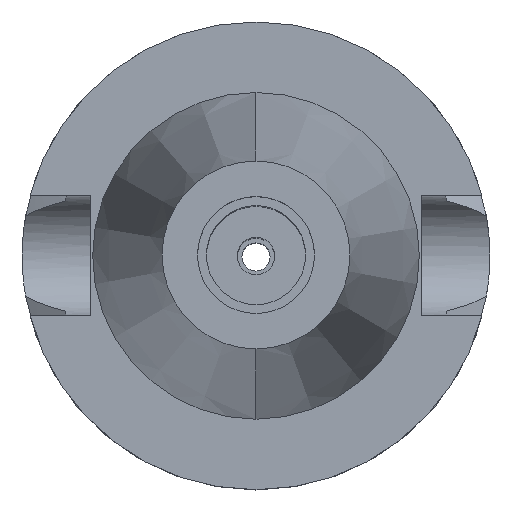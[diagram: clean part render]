
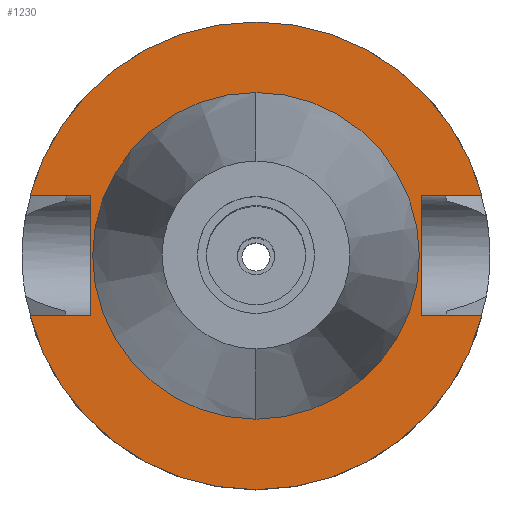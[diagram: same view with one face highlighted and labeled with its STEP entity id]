
A CAD part, top view. The second image highlights one B-rep face of the part: STEP entity #1230.
In plain terms, the highlighted planar face has unit normal (0, 0, 1).
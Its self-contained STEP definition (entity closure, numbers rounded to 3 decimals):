
#94=DIRECTION('',(0.,1.,0.));
#95=VECTOR('',#94,25.7);
#96=CARTESIAN_POINT('',(-35.4,-12.85,-1.5));
#97=LINE('',#96,#95);
#101=DIRECTION('',(-1.,0.,0.));
#102=VECTOR('',#101,12.921);
#103=CARTESIAN_POINT('',(-35.4,12.85,-1.5));
#104=LINE('',#103,#102);
#108=CARTESIAN_POINT('',(0.,0.,-1.5));
#109=DIRECTION('',(0.,0.,-1.));
#110=DIRECTION('',(-0.966,0.257,0.));
#111=AXIS2_PLACEMENT_3D('',#108,#109,#110);
#116=CARTESIAN_POINT('',(0.,0.,-1.5));
#117=DIRECTION('',(0.,0.,-1.));
#118=DIRECTION('',(0.,1.,0.));
#119=AXIS2_PLACEMENT_3D('',#116,#117,#118);
#124=DIRECTION('',(0.,-1.,0.));
#125=VECTOR('',#124,25.7);
#126=CARTESIAN_POINT('',(35.4,12.85,-1.5));
#127=LINE('',#126,#125);
#131=DIRECTION('',(1.,0.,0.));
#132=VECTOR('',#131,12.921);
#133=CARTESIAN_POINT('',(35.4,-12.85,-1.5));
#134=LINE('',#133,#132);
#138=CARTESIAN_POINT('',(0.,0.,-1.5));
#139=DIRECTION('',(0.,0.,-1.));
#140=DIRECTION('',(0.966,-0.257,0.));
#141=AXIS2_PLACEMENT_3D('',#138,#139,#140);
#146=CARTESIAN_POINT('',(0.,0.,-1.5));
#147=DIRECTION('',(0.,0.,-1.));
#148=DIRECTION('',(0.,-1.,0.));
#149=AXIS2_PLACEMENT_3D('',#146,#147,#148);
#154=CARTESIAN_POINT('',(0.,0.,-1.5));
#155=DIRECTION('',(0.,0.,1.));
#156=DIRECTION('',(0.,-1.,0.));
#157=AXIS2_PLACEMENT_3D('',#154,#155,#156);
#162=CARTESIAN_POINT('',(0.,0.,-1.5));
#163=DIRECTION('',(0.,0.,1.));
#164=DIRECTION('',(0.,1.,0.));
#165=AXIS2_PLACEMENT_3D('',#162,#163,#164);
#200=DIRECTION('',(-1.,0.,0.));
#201=VECTOR('',#200,12.921);
#202=CARTESIAN_POINT('',(-35.4,-12.85,-1.5));
#203=LINE('',#202,#201);
#817=DIRECTION('',(1.,0.,0.));
#818=VECTOR('',#817,12.921);
#819=CARTESIAN_POINT('',(35.4,12.85,-1.5));
#820=LINE('',#819,#818);
#1087=CARTESIAN_POINT('',(-35.4,-12.85,-1.5));
#1088=VERTEX_POINT('',#1087);
#1089=CARTESIAN_POINT('',(-48.321,-12.85,-1.5));
#1090=VERTEX_POINT('',#1089);
#1093=CARTESIAN_POINT('',(-35.4,12.85,-1.5));
#1094=VERTEX_POINT('',#1093);
#1095=CARTESIAN_POINT('',(-48.321,12.85,-1.5));
#1096=VERTEX_POINT('',#1095);
#1097=CARTESIAN_POINT('',(0.,50.,-1.5));
#1098=CARTESIAN_POINT('',(48.321,12.85,-1.5));
#1099=VERTEX_POINT('',#1097);
#1100=VERTEX_POINT('',#1098);
#1101=CARTESIAN_POINT('',(35.4,12.85,-1.5));
#1102=VERTEX_POINT('',#1101);
#1103=CARTESIAN_POINT('',(35.4,-12.85,-1.5));
#1104=VERTEX_POINT('',#1103);
#1105=CARTESIAN_POINT('',(48.321,-12.85,-1.5));
#1106=VERTEX_POINT('',#1105);
#1107=CARTESIAN_POINT('',(0.,-50.,-1.5));
#1108=VERTEX_POINT('',#1107);
#1109=CARTESIAN_POINT('',(0.,-34.925,-1.5));
#1110=CARTESIAN_POINT('',(0.,34.925,-1.5));
#1111=VERTEX_POINT('',#1109);
#1112=VERTEX_POINT('',#1110);
#1199=CARTESIAN_POINT('',(0.,0.,-1.5));
#1200=DIRECTION('',(0.,0.,-1.));
#1201=DIRECTION('',(0.,-1.,0.));
#1202=AXIS2_PLACEMENT_3D('',#1199,#1200,#1201);
#1203=PLANE('',#1202);
#1205=ORIENTED_EDGE('',*,*,#1204,.T.);
#1207=ORIENTED_EDGE('',*,*,#1206,.T.);
#1209=ORIENTED_EDGE('',*,*,#1208,.T.);
#1211=ORIENTED_EDGE('',*,*,#1210,.T.);
#1213=ORIENTED_EDGE('',*,*,#1212,.F.);
#1215=ORIENTED_EDGE('',*,*,#1214,.T.);
#1217=ORIENTED_EDGE('',*,*,#1216,.T.);
#1219=ORIENTED_EDGE('',*,*,#1218,.T.);
#1221=ORIENTED_EDGE('',*,*,#1220,.T.);
#1223=ORIENTED_EDGE('',*,*,#1222,.F.);
#1224=EDGE_LOOP('',(#1205,#1207,#1209,#1211,#1213,#1215,#1217,#1219,#1221,
#1223));
#1225=FACE_OUTER_BOUND('',#1224,.F.);
#1226=ORIENTED_EDGE('',*,*,#1178,.T.);
#1227=ORIENTED_EDGE('',*,*,#1194,.T.);
#1228=EDGE_LOOP('',(#1226,#1227));
#1229=FACE_BOUND('',#1228,.F.);
#112=CIRCLE('',#111,50.);
#120=CIRCLE('',#119,50.);
#142=CIRCLE('',#141,50.);
#150=CIRCLE('',#149,50.);
#158=CIRCLE('',#157,34.925);
#166=CIRCLE('',#165,34.925);
#1178=EDGE_CURVE('',#1111,#1112,#158,.T.);
#1194=EDGE_CURVE('',#1112,#1111,#166,.T.);
#1204=EDGE_CURVE('',#1088,#1094,#97,.T.);
#1206=EDGE_CURVE('',#1094,#1096,#104,.T.);
#1208=EDGE_CURVE('',#1096,#1099,#112,.T.);
#1210=EDGE_CURVE('',#1099,#1100,#120,.T.);
#1212=EDGE_CURVE('',#1102,#1100,#820,.T.);
#1214=EDGE_CURVE('',#1102,#1104,#127,.T.);
#1216=EDGE_CURVE('',#1104,#1106,#134,.T.);
#1218=EDGE_CURVE('',#1106,#1108,#142,.T.);
#1220=EDGE_CURVE('',#1108,#1090,#150,.T.);
#1222=EDGE_CURVE('',#1088,#1090,#203,.T.);
#1230=ADVANCED_FACE('',(#1225,#1229),#1203,.F.);
